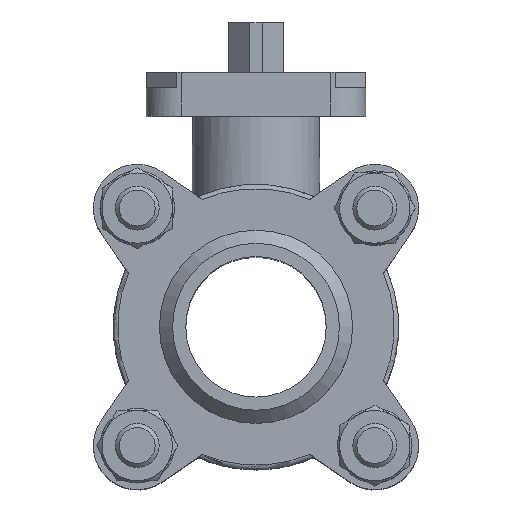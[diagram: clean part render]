
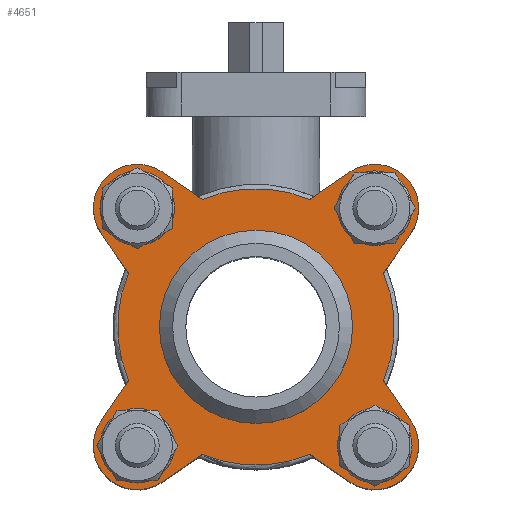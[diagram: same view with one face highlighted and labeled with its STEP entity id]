
A CAD part, top view. The second image highlights one B-rep face of the part: STEP entity #4651.
In plain terms, the highlighted planar face has unit normal (0, 0, 1).
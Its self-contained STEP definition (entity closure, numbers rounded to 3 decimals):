
#230=CIRCLE('',#5022,31.5);
#233=CIRCLE('',#5026,31.5);
#235=CIRCLE('',#5029,31.5);
#242=CIRCLE('',#5042,22.);
#243=CIRCLE('',#5044,7.5);
#244=CIRCLE('',#5045,7.5);
#245=CIRCLE('',#5046,7.5);
#246=CIRCLE('',#5047,7.5);
#247=CIRCLE('',#5048,31.5);
#248=CIRCLE('',#5049,10.);
#249=CIRCLE('',#5050,10.);
#250=CIRCLE('',#5051,10.);
#251=CIRCLE('',#5052,10.);
#819=ORIENTED_EDGE('',*,*,#2113,.T.);
#820=ORIENTED_EDGE('',*,*,#2114,.T.);
#821=ORIENTED_EDGE('',*,*,#2115,.T.);
#822=ORIENTED_EDGE('',*,*,#2116,.T.);
#823=ORIENTED_EDGE('',*,*,#2117,.F.);
#824=ORIENTED_EDGE('',*,*,#2118,.T.);
#825=ORIENTED_EDGE('',*,*,#2119,.T.);
#826=ORIENTED_EDGE('',*,*,#2120,.T.);
#827=ORIENTED_EDGE('',*,*,#2089,.F.);
#828=ORIENTED_EDGE('',*,*,#2121,.T.);
#829=ORIENTED_EDGE('',*,*,#2122,.T.);
#830=ORIENTED_EDGE('',*,*,#2123,.T.);
#831=ORIENTED_EDGE('',*,*,#2095,.F.);
#832=ORIENTED_EDGE('',*,*,#2124,.T.);
#833=ORIENTED_EDGE('',*,*,#2125,.T.);
#834=ORIENTED_EDGE('',*,*,#2126,.T.);
#835=ORIENTED_EDGE('',*,*,#2099,.F.);
#836=ORIENTED_EDGE('',*,*,#2127,.T.);
#837=ORIENTED_EDGE('',*,*,#2128,.T.);
#838=ORIENTED_EDGE('',*,*,#2129,.T.);
#839=ORIENTED_EDGE('',*,*,#2112,.T.);
#2089=EDGE_CURVE('',#2725,#2727,#230,.T.);
#2095=EDGE_CURVE('',#2732,#2730,#233,.T.);
#2099=EDGE_CURVE('',#2736,#2734,#235,.T.);
#2112=EDGE_CURVE('',#2746,#2746,#242,.T.);
#2113=EDGE_CURVE('',#2747,#2747,#243,.T.);
#2114=EDGE_CURVE('',#2748,#2748,#244,.T.);
#2115=EDGE_CURVE('',#2749,#2749,#245,.T.);
#2116=EDGE_CURVE('',#2750,#2750,#246,.T.);
#2117=EDGE_CURVE('',#2751,#2752,#247,.T.);
#2118=EDGE_CURVE('',#2751,#2753,#3140,.T.);
#2119=EDGE_CURVE('',#2753,#2754,#248,.T.);
#2120=EDGE_CURVE('',#2754,#2727,#3141,.T.);
#2121=EDGE_CURVE('',#2725,#2755,#3142,.T.);
#2122=EDGE_CURVE('',#2755,#2756,#249,.T.);
#2123=EDGE_CURVE('',#2756,#2730,#3143,.T.);
#2124=EDGE_CURVE('',#2732,#2757,#3144,.T.);
#2125=EDGE_CURVE('',#2757,#2758,#250,.T.);
#2126=EDGE_CURVE('',#2758,#2734,#3145,.T.);
#2127=EDGE_CURVE('',#2736,#2759,#3146,.T.);
#2128=EDGE_CURVE('',#2759,#2760,#251,.T.);
#2129=EDGE_CURVE('',#2760,#2752,#3147,.T.);
#2725=VERTEX_POINT('',#7298);
#2727=VERTEX_POINT('',#7301);
#2730=VERTEX_POINT('',#7316);
#2732=VERTEX_POINT('',#7324);
#2734=VERTEX_POINT('',#7333);
#2736=VERTEX_POINT('',#7341);
#2746=VERTEX_POINT('',#7371);
#2747=VERTEX_POINT('',#7374);
#2748=VERTEX_POINT('',#7376);
#2749=VERTEX_POINT('',#7378);
#2750=VERTEX_POINT('',#7380);
#2751=VERTEX_POINT('',#7382);
#2752=VERTEX_POINT('',#7383);
#2753=VERTEX_POINT('',#7385);
#2754=VERTEX_POINT('',#7387);
#2755=VERTEX_POINT('',#7390);
#2756=VERTEX_POINT('',#7392);
#2757=VERTEX_POINT('',#7395);
#2758=VERTEX_POINT('',#7397);
#2759=VERTEX_POINT('',#7400);
#2760=VERTEX_POINT('',#7402);
#3140=LINE('',#7384,#3460);
#3141=LINE('',#7388,#3461);
#3142=LINE('',#7389,#3462);
#3143=LINE('',#7393,#3463);
#3144=LINE('',#7394,#3464);
#3145=LINE('',#7398,#3465);
#3146=LINE('',#7399,#3466);
#3147=LINE('',#7403,#3467);
#3460=VECTOR('',#5835,1000.);
#3461=VECTOR('',#5838,1000.);
#3462=VECTOR('',#5839,1000.);
#3463=VECTOR('',#5842,1000.);
#3464=VECTOR('',#5843,1000.);
#3465=VECTOR('',#5846,1000.);
#3466=VECTOR('',#5847,1000.);
#3467=VECTOR('',#5850,1000.);
#3727=EDGE_LOOP('',(#819));
#3728=EDGE_LOOP('',(#820));
#3729=EDGE_LOOP('',(#821));
#3730=EDGE_LOOP('',(#822));
#3731=EDGE_LOOP('',(#823,#824,#825,#826,#827,#828,#829,#830,#831,#832,#833,
#834,#835,#836,#837,#838));
#3732=EDGE_LOOP('',(#839));
#4117=FACE_BOUND('',#3727,.T.);
#4118=FACE_BOUND('',#3728,.T.);
#4119=FACE_BOUND('',#3729,.T.);
#4120=FACE_BOUND('',#3730,.T.);
#4121=FACE_BOUND('',#3731,.T.);
#4122=FACE_BOUND('',#3732,.T.);
#4461=PLANE('',#5043);
#4651=ADVANCED_FACE('',(#4117,#4118,#4119,#4120,#4121,#4122),#4461,.F.);
#5022=AXIS2_PLACEMENT_3D('',#7300,#5775,#5776);
#5026=AXIS2_PLACEMENT_3D('',#7325,#5783,#5784);
#5029=AXIS2_PLACEMENT_3D('',#7342,#5789,#5790);
#5042=AXIS2_PLACEMENT_3D('',#7370,#5821,#5822);
#5043=AXIS2_PLACEMENT_3D('',#7372,#5823,#5824);
#5044=AXIS2_PLACEMENT_3D('',#7373,#5825,#5826);
#5045=AXIS2_PLACEMENT_3D('',#7375,#5827,#5828);
#5046=AXIS2_PLACEMENT_3D('',#7377,#5829,#5830);
#5047=AXIS2_PLACEMENT_3D('',#7379,#5831,#5832);
#5048=AXIS2_PLACEMENT_3D('',#7381,#5833,#5834);
#5049=AXIS2_PLACEMENT_3D('',#7386,#5836,#5837);
#5050=AXIS2_PLACEMENT_3D('',#7391,#5840,#5841);
#5051=AXIS2_PLACEMENT_3D('',#7396,#5844,#5845);
#5052=AXIS2_PLACEMENT_3D('',#7401,#5848,#5849);
#5775=DIRECTION('',(0.,0.,-1.));
#5776=DIRECTION('',(-1.,0.,0.));
#5783=DIRECTION('',(0.,0.,-1.));
#5784=DIRECTION('',(-1.,0.,0.));
#5789=DIRECTION('',(0.,0.,-1.));
#5790=DIRECTION('',(-1.,0.,0.));
#5821=DIRECTION('',(0.,0.,-1.));
#5822=DIRECTION('',(-1.,0.,0.));
#5823=DIRECTION('',(0.,0.,-1.));
#5824=DIRECTION('',(-1.,0.,0.));
#5825=DIRECTION('',(0.,0.,-1.));
#5826=DIRECTION('',(-1.,0.,0.));
#5827=DIRECTION('',(0.,0.,-1.));
#5828=DIRECTION('',(-1.,0.,0.));
#5829=DIRECTION('',(0.,0.,-1.));
#5830=DIRECTION('',(-1.,0.,0.));
#5831=DIRECTION('',(0.,0.,-1.));
#5832=DIRECTION('',(-1.,0.,0.));
#5833=DIRECTION('',(0.,0.,-1.));
#5834=DIRECTION('',(-1.,0.,0.));
#5835=DIRECTION('',(-0.824,0.566,0.));
#5836=DIRECTION('',(0.,0.,1.));
#5837=DIRECTION('',(1.,0.,0.));
#5838=DIRECTION('',(0.566,-0.824,0.));
#5839=DIRECTION('',(-0.566,-0.824,0.));
#5840=DIRECTION('',(0.,0.,1.));
#5841=DIRECTION('',(1.,0.,0.));
#5842=DIRECTION('',(0.824,0.566,0.));
#5843=DIRECTION('',(0.824,-0.566,0.));
#5844=DIRECTION('',(0.,0.,1.));
#5845=DIRECTION('',(1.,0.,0.));
#5846=DIRECTION('',(-0.566,0.824,0.));
#5847=DIRECTION('',(0.566,0.824,0.));
#5848=DIRECTION('',(0.,0.,1.));
#5849=DIRECTION('',(1.,0.,0.));
#5850=DIRECTION('',(-0.824,-0.566,0.));
#7298=CARTESIAN_POINT('',(-29.017,-12.258,35.));
#7300=CARTESIAN_POINT('',(0.,0.,35.));
#7301=CARTESIAN_POINT('',(-29.017,12.258,35.));
#7316=CARTESIAN_POINT('',(-12.258,-29.017,35.));
#7324=CARTESIAN_POINT('',(12.258,-29.017,35.));
#7325=CARTESIAN_POINT('',(0.,0.,35.));
#7333=CARTESIAN_POINT('',(29.017,-12.258,35.));
#7341=CARTESIAN_POINT('',(29.017,12.258,35.));
#7342=CARTESIAN_POINT('',(0.,0.,35.));
#7370=CARTESIAN_POINT('',(0.,0.,35.));
#7371=CARTESIAN_POINT('',(-22.,0.,35.));
#7372=CARTESIAN_POINT('',(0.,22.,35.));
#7373=CARTESIAN_POINT('',(-27.047,-27.047,35.));
#7374=CARTESIAN_POINT('',(-34.547,-27.047,35.));
#7375=CARTESIAN_POINT('',(-27.047,27.047,35.));
#7376=CARTESIAN_POINT('',(-34.547,27.047,35.));
#7377=CARTESIAN_POINT('',(27.047,-27.047,35.));
#7378=CARTESIAN_POINT('',(19.547,-27.047,35.));
#7379=CARTESIAN_POINT('',(27.047,27.047,35.));
#7380=CARTESIAN_POINT('',(19.547,27.047,35.));
#7381=CARTESIAN_POINT('',(0.,0.,35.));
#7382=CARTESIAN_POINT('',(-12.258,29.017,35.));
#7383=CARTESIAN_POINT('',(12.258,29.017,35.));
#7384=CARTESIAN_POINT('',(0.,20.592,35.));
#7385=CARTESIAN_POINT('',(-21.383,35.288,35.));
#7386=CARTESIAN_POINT('',(-27.047,27.047,35.));
#7387=CARTESIAN_POINT('',(-35.288,21.383,35.));
#7388=CARTESIAN_POINT('',(-35.288,21.383,35.));
#7389=CARTESIAN_POINT('',(-20.592,0.,35.));
#7390=CARTESIAN_POINT('',(-35.288,-21.383,35.));
#7391=CARTESIAN_POINT('',(-27.047,-27.047,35.));
#7392=CARTESIAN_POINT('',(-21.383,-35.288,35.));
#7393=CARTESIAN_POINT('',(-21.383,-35.288,35.));
#7394=CARTESIAN_POINT('',(0.,-20.592,35.));
#7395=CARTESIAN_POINT('',(21.383,-35.288,35.));
#7396=CARTESIAN_POINT('',(27.047,-27.047,35.));
#7397=CARTESIAN_POINT('',(35.288,-21.383,35.));
#7398=CARTESIAN_POINT('',(35.288,-21.383,35.));
#7399=CARTESIAN_POINT('',(20.592,0.,35.));
#7400=CARTESIAN_POINT('',(35.288,21.383,35.));
#7401=CARTESIAN_POINT('',(27.047,27.047,35.));
#7402=CARTESIAN_POINT('',(21.383,35.288,35.));
#7403=CARTESIAN_POINT('',(21.383,35.288,35.));
